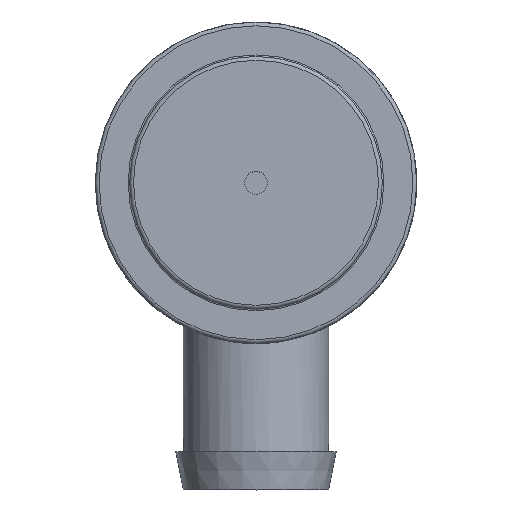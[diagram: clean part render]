
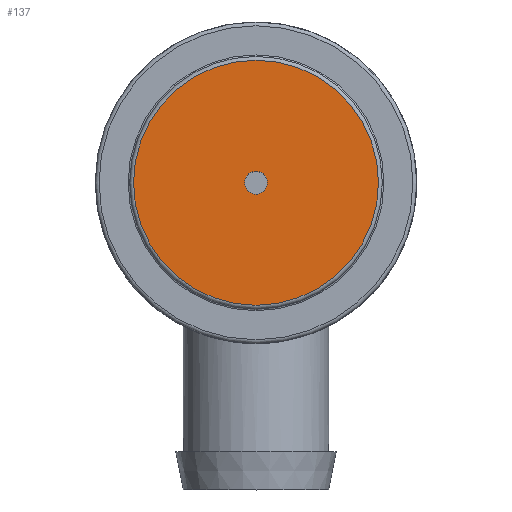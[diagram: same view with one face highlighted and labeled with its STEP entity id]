
A CAD part, top view. The second image highlights one B-rep face of the part: STEP entity #137.
In plain terms, the highlighted planar face has unit normal (0, 0, 1).
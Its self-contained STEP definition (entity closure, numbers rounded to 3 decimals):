
#137 = ADVANCED_FACE( '', ( #331, #332 ), #333, .F. );
#331 = FACE_OUTER_BOUND( '', #595, .T. );
#332 = FACE_BOUND( '', #596, .T. );
#333 = PLANE( '', #597 );
#595 = EDGE_LOOP( '', ( #1058 ) );
#596 = EDGE_LOOP( '', ( #1059 ) );
#597 = AXIS2_PLACEMENT_3D( '', #1060, #1061, #1062 );
#1058 = ORIENTED_EDGE( '', *, *, #1574, .T. );
#1059 = ORIENTED_EDGE( '', *, *, #1546, .T. );
#1060 = CARTESIAN_POINT( '', ( 0., 0., 5. ) );
#1061 = DIRECTION( '', ( 0., 0., -1. ) );
#1062 = DIRECTION( '', ( -1., 0., 0. ) );
#1546 = EDGE_CURVE( '', #1804, #1804, #1805, .T. );
#1574 = EDGE_CURVE( '', #1848, #1848, #1849, .F. );
#1804 = VERTEX_POINT( '', #2334 );
#1805 = CIRCLE( '', #2335, 1.5 );
#1848 = VERTEX_POINT( '', #2394 );
#1849 = CIRCLE( '', #2395, 16. );
#2334 = CARTESIAN_POINT( '', ( 0., -1.5, 5. ) );
#2335 = AXIS2_PLACEMENT_3D( '', #2782, #2783, #2784 );
#2394 = CARTESIAN_POINT( '', ( -16., 0., 5. ) );
#2395 = AXIS2_PLACEMENT_3D( '', #2813, #2814, #2815 );
#2782 = CARTESIAN_POINT( '', ( 0., 0., 5. ) );
#2783 = DIRECTION( '', ( 0., 0., -1. ) );
#2784 = DIRECTION( '', ( 0., -1., 0. ) );
#2813 = CARTESIAN_POINT( '', ( 0., 0., 5. ) );
#2814 = DIRECTION( '', ( 0., 0., -1. ) );
#2815 = DIRECTION( '', ( -1., 0., 0. ) );
